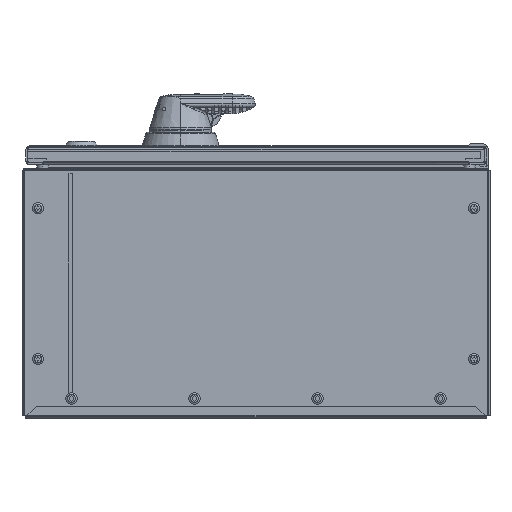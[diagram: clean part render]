
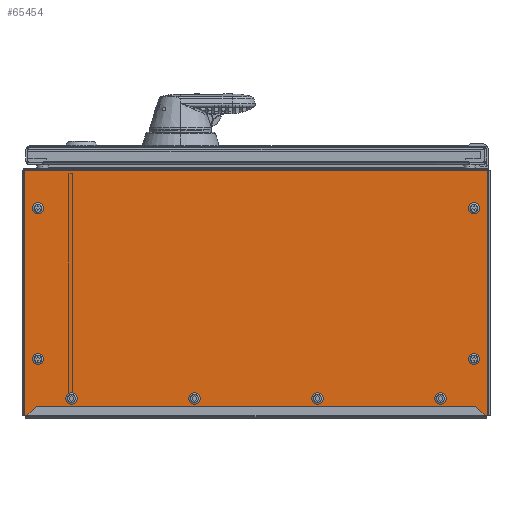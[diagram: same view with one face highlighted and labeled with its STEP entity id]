
A CAD part, front view. The second image highlights one B-rep face of the part: STEP entity #65454.
In plain terms, the highlighted planar face has unit normal (0, -1, 0).
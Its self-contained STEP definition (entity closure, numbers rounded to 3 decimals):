
#14311=DIRECTION('',(-1.,0.,0.));
#14312=VECTOR('',#14311,399.5);
#14313=CARTESIAN_POINT('',(199.75,-301.5,213.5));
#14314=LINE('',#14313,#14312);
#14319=CARTESIAN_POINT('',(-188.,-301.5,51.));
#14320=DIRECTION('',(0.,-1.,0.));
#14321=DIRECTION('',(1.,0.,0.));
#14322=AXIS2_PLACEMENT_3D('',#14319,#14320,#14321);
#14324=CARTESIAN_POINT('',(-188.,-301.5,51.));
#14325=DIRECTION('',(0.,-1.,0.));
#14326=DIRECTION('',(-1.,0.,0.));
#14327=AXIS2_PLACEMENT_3D('',#14324,#14325,#14326);
#14329=CARTESIAN_POINT('',(188.,-301.5,51.));
#14330=DIRECTION('',(0.,-1.,0.));
#14331=DIRECTION('',(1.,0.,0.));
#14332=AXIS2_PLACEMENT_3D('',#14329,#14330,#14331);
#14334=CARTESIAN_POINT('',(188.,-301.5,51.));
#14335=DIRECTION('',(0.,-1.,0.));
#14336=DIRECTION('',(-1.,0.,0.));
#14337=AXIS2_PLACEMENT_3D('',#14334,#14335,#14336);
#14339=CARTESIAN_POINT('',(53.,-301.5,17.));
#14340=DIRECTION('',(0.,-1.,0.));
#14341=DIRECTION('',(1.,0.,0.));
#14342=AXIS2_PLACEMENT_3D('',#14339,#14340,#14341);
#14344=CARTESIAN_POINT('',(53.,-301.5,17.));
#14345=DIRECTION('',(0.,-1.,0.));
#14346=DIRECTION('',(-1.,0.,0.));
#14347=AXIS2_PLACEMENT_3D('',#14344,#14345,#14346);
#14349=CARTESIAN_POINT('',(-53.,-301.5,17.));
#14350=DIRECTION('',(0.,-1.,0.));
#14351=DIRECTION('',(1.,0.,0.));
#14352=AXIS2_PLACEMENT_3D('',#14349,#14350,#14351);
#14354=CARTESIAN_POINT('',(-53.,-301.5,17.));
#14355=DIRECTION('',(0.,-1.,0.));
#14356=DIRECTION('',(-1.,0.,0.));
#14357=AXIS2_PLACEMENT_3D('',#14354,#14355,#14356);
#14359=CARTESIAN_POINT('',(188.,-301.5,181.));
#14360=DIRECTION('',(0.,-1.,0.));
#14361=DIRECTION('',(1.,0.,0.));
#14362=AXIS2_PLACEMENT_3D('',#14359,#14360,#14361);
#14364=CARTESIAN_POINT('',(188.,-301.5,181.));
#14365=DIRECTION('',(0.,-1.,0.));
#14366=DIRECTION('',(-1.,0.,0.));
#14367=AXIS2_PLACEMENT_3D('',#14364,#14365,#14366);
#14369=CARTESIAN_POINT('',(-188.,-301.5,181.));
#14370=DIRECTION('',(0.,-1.,0.));
#14371=DIRECTION('',(1.,0.,0.));
#14372=AXIS2_PLACEMENT_3D('',#14369,#14370,#14371);
#14374=CARTESIAN_POINT('',(-188.,-301.5,181.));
#14375=DIRECTION('',(0.,-1.,0.));
#14376=DIRECTION('',(-1.,0.,0.));
#14377=AXIS2_PLACEMENT_3D('',#14374,#14375,#14376);
#14379=CARTESIAN_POINT('',(-159.,-301.5,17.));
#14380=DIRECTION('',(0.,-1.,0.));
#14381=DIRECTION('',(1.,0.,0.));
#14382=AXIS2_PLACEMENT_3D('',#14379,#14380,#14381);
#14384=CARTESIAN_POINT('',(-159.,-301.5,17.));
#14385=DIRECTION('',(0.,-1.,0.));
#14386=DIRECTION('',(-1.,0.,0.));
#14387=AXIS2_PLACEMENT_3D('',#14384,#14385,#14386);
#14389=CARTESIAN_POINT('',(159.,-301.5,17.));
#14390=DIRECTION('',(0.,-1.,0.));
#14391=DIRECTION('',(1.,0.,0.));
#14392=AXIS2_PLACEMENT_3D('',#14389,#14390,#14391);
#14394=CARTESIAN_POINT('',(159.,-301.5,17.));
#14395=DIRECTION('',(0.,-1.,0.));
#14396=DIRECTION('',(-1.,0.,0.));
#14397=AXIS2_PLACEMENT_3D('',#14394,#14395,#14396);
#14399=DIRECTION('',(0.,0.,-1.));
#14400=VECTOR('',#14399,211.5);
#14401=CARTESIAN_POINT('',(-199.75,-301.5,213.5));
#14402=LINE('',#14401,#14400);
#14455=DIRECTION('',(1.,0.,0.));
#14456=VECTOR('',#14455,1.25);
#14457=CARTESIAN_POINT('',(-199.75,-301.5,2.));
#14458=LINE('',#14457,#14456);
#14584=DIRECTION('',(1.,0.,0.));
#14585=VECTOR('',#14584,1.25);
#14586=CARTESIAN_POINT('',(198.5,-301.5,2.));
#14587=LINE('',#14586,#14585);
#14868=DIRECTION('',(1.,0.,0.));
#14869=VECTOR('',#14868,397.);
#14870=CARTESIAN_POINT('',(-198.5,-301.5,2.));
#14871=LINE('',#14870,#14869);
#20606=DIRECTION('',(0.,0.,1.));
#20607=VECTOR('',#20606,211.5);
#20608=CARTESIAN_POINT('',(199.75,-301.5,2.));
#20609=LINE('',#20608,#20607);
#39605=CARTESIAN_POINT('',(-199.75,-301.5,213.5));
#39606=VERTEX_POINT('',#39605);
#44119=CARTESIAN_POINT('',(199.75,-301.5,213.5));
#44120=VERTEX_POINT('',#44119);
#44135=CARTESIAN_POINT('',(198.5,-301.5,2.));
#44136=VERTEX_POINT('',#44135);
#44137=CARTESIAN_POINT('',(199.75,-301.5,2.));
#44138=VERTEX_POINT('',#44137);
#44141=CARTESIAN_POINT('',(-199.75,-301.5,2.));
#44142=VERTEX_POINT('',#44141);
#44143=CARTESIAN_POINT('',(-198.5,-301.5,2.));
#44144=VERTEX_POINT('',#44143);
#44145=CARTESIAN_POINT('',(-183.1,-301.5,51.));
#44146=CARTESIAN_POINT('',(-192.9,-301.5,51.));
#44147=VERTEX_POINT('',#44145);
#44148=VERTEX_POINT('',#44146);
#44149=CARTESIAN_POINT('',(192.9,-301.5,51.));
#44150=CARTESIAN_POINT('',(183.1,-301.5,51.));
#44151=VERTEX_POINT('',#44149);
#44152=VERTEX_POINT('',#44150);
#44153=CARTESIAN_POINT('',(57.9,-301.5,17.));
#44154=CARTESIAN_POINT('',(48.1,-301.5,17.));
#44155=VERTEX_POINT('',#44153);
#44156=VERTEX_POINT('',#44154);
#44157=CARTESIAN_POINT('',(-48.1,-301.5,17.));
#44158=CARTESIAN_POINT('',(-57.9,-301.5,17.));
#44159=VERTEX_POINT('',#44157);
#44160=VERTEX_POINT('',#44158);
#44161=CARTESIAN_POINT('',(192.9,-301.5,181.));
#44162=CARTESIAN_POINT('',(183.1,-301.5,181.));
#44163=VERTEX_POINT('',#44161);
#44164=VERTEX_POINT('',#44162);
#44165=CARTESIAN_POINT('',(-183.1,-301.5,181.));
#44166=CARTESIAN_POINT('',(-192.9,-301.5,181.));
#44167=VERTEX_POINT('',#44165);
#44168=VERTEX_POINT('',#44166);
#44169=CARTESIAN_POINT('',(-154.1,-301.5,17.));
#44170=CARTESIAN_POINT('',(-163.9,-301.5,17.));
#44171=VERTEX_POINT('',#44169);
#44172=VERTEX_POINT('',#44170);
#44173=CARTESIAN_POINT('',(163.9,-301.5,17.));
#44174=CARTESIAN_POINT('',(154.1,-301.5,17.));
#44175=VERTEX_POINT('',#44173);
#44176=VERTEX_POINT('',#44174);
#65388=CARTESIAN_POINT('',(0.,-301.5,107.75));
#65389=DIRECTION('',(0.,1.,0.));
#65390=DIRECTION('',(-1.,0.,0.));
#65391=AXIS2_PLACEMENT_3D('',#65388,#65389,#65390);
#65392=PLANE('',#65391);
#65394=ORIENTED_EDGE('',*,*,#65393,.F.);
#65395=ORIENTED_EDGE('',*,*,#65373,.F.);
#65397=ORIENTED_EDGE('',*,*,#65396,.F.);
#65399=ORIENTED_EDGE('',*,*,#65398,.F.);
#65401=ORIENTED_EDGE('',*,*,#65400,.F.);
#65403=ORIENTED_EDGE('',*,*,#65402,.F.);
#65404=EDGE_LOOP('',(#65394,#65395,#65397,#65399,#65401,#65403));
#65405=FACE_OUTER_BOUND('',#65404,.F.);
#65407=ORIENTED_EDGE('',*,*,#65406,.T.);
#65409=ORIENTED_EDGE('',*,*,#65408,.T.);
#65410=EDGE_LOOP('',(#65407,#65409));
#65411=FACE_BOUND('',#65410,.F.);
#65413=ORIENTED_EDGE('',*,*,#65412,.T.);
#65415=ORIENTED_EDGE('',*,*,#65414,.T.);
#65416=EDGE_LOOP('',(#65413,#65415));
#65417=FACE_BOUND('',#65416,.F.);
#65419=ORIENTED_EDGE('',*,*,#65418,.T.);
#65421=ORIENTED_EDGE('',*,*,#65420,.T.);
#65422=EDGE_LOOP('',(#65419,#65421));
#65423=FACE_BOUND('',#65422,.F.);
#65425=ORIENTED_EDGE('',*,*,#65424,.T.);
#65427=ORIENTED_EDGE('',*,*,#65426,.T.);
#65428=EDGE_LOOP('',(#65425,#65427));
#65429=FACE_BOUND('',#65428,.F.);
#65431=ORIENTED_EDGE('',*,*,#65430,.T.);
#65433=ORIENTED_EDGE('',*,*,#65432,.T.);
#65434=EDGE_LOOP('',(#65431,#65433));
#65435=FACE_BOUND('',#65434,.F.);
#65437=ORIENTED_EDGE('',*,*,#65436,.T.);
#65439=ORIENTED_EDGE('',*,*,#65438,.T.);
#65440=EDGE_LOOP('',(#65437,#65439));
#65441=FACE_BOUND('',#65440,.F.);
#65443=ORIENTED_EDGE('',*,*,#65442,.T.);
#65445=ORIENTED_EDGE('',*,*,#65444,.T.);
#65446=EDGE_LOOP('',(#65443,#65445));
#65447=FACE_BOUND('',#65446,.F.);
#65449=ORIENTED_EDGE('',*,*,#65448,.T.);
#65451=ORIENTED_EDGE('',*,*,#65450,.T.);
#65452=EDGE_LOOP('',(#65449,#65451));
#65453=FACE_BOUND('',#65452,.F.);
#14323=CIRCLE('',#14322,4.9);
#14328=CIRCLE('',#14327,4.9);
#14333=CIRCLE('',#14332,4.9);
#14338=CIRCLE('',#14337,4.9);
#14343=CIRCLE('',#14342,4.9);
#14348=CIRCLE('',#14347,4.9);
#14353=CIRCLE('',#14352,4.9);
#14358=CIRCLE('',#14357,4.9);
#14363=CIRCLE('',#14362,4.9);
#14368=CIRCLE('',#14367,4.9);
#14373=CIRCLE('',#14372,4.9);
#14378=CIRCLE('',#14377,4.9);
#14383=CIRCLE('',#14382,4.9);
#14388=CIRCLE('',#14387,4.9);
#14393=CIRCLE('',#14392,4.9);
#14398=CIRCLE('',#14397,4.9);
#65373=EDGE_CURVE('',#44120,#39606,#14314,.T.);
#65393=EDGE_CURVE('',#39606,#44142,#14402,.T.);
#65396=EDGE_CURVE('',#44138,#44120,#20609,.T.);
#65398=EDGE_CURVE('',#44136,#44138,#14587,.T.);
#65400=EDGE_CURVE('',#44144,#44136,#14871,.T.);
#65402=EDGE_CURVE('',#44142,#44144,#14458,.T.);
#65406=EDGE_CURVE('',#44147,#44148,#14323,.T.);
#65408=EDGE_CURVE('',#44148,#44147,#14328,.T.);
#65412=EDGE_CURVE('',#44151,#44152,#14333,.T.);
#65414=EDGE_CURVE('',#44152,#44151,#14338,.T.);
#65418=EDGE_CURVE('',#44155,#44156,#14343,.T.);
#65420=EDGE_CURVE('',#44156,#44155,#14348,.T.);
#65424=EDGE_CURVE('',#44159,#44160,#14353,.T.);
#65426=EDGE_CURVE('',#44160,#44159,#14358,.T.);
#65430=EDGE_CURVE('',#44163,#44164,#14363,.T.);
#65432=EDGE_CURVE('',#44164,#44163,#14368,.T.);
#65436=EDGE_CURVE('',#44167,#44168,#14373,.T.);
#65438=EDGE_CURVE('',#44168,#44167,#14378,.T.);
#65442=EDGE_CURVE('',#44171,#44172,#14383,.T.);
#65444=EDGE_CURVE('',#44172,#44171,#14388,.T.);
#65448=EDGE_CURVE('',#44175,#44176,#14393,.T.);
#65450=EDGE_CURVE('',#44176,#44175,#14398,.T.);
#65454=ADVANCED_FACE('',(#65405,#65411,#65417,#65423,#65429,#65435,#65441,
#65447,#65453),#65392,.F.);
